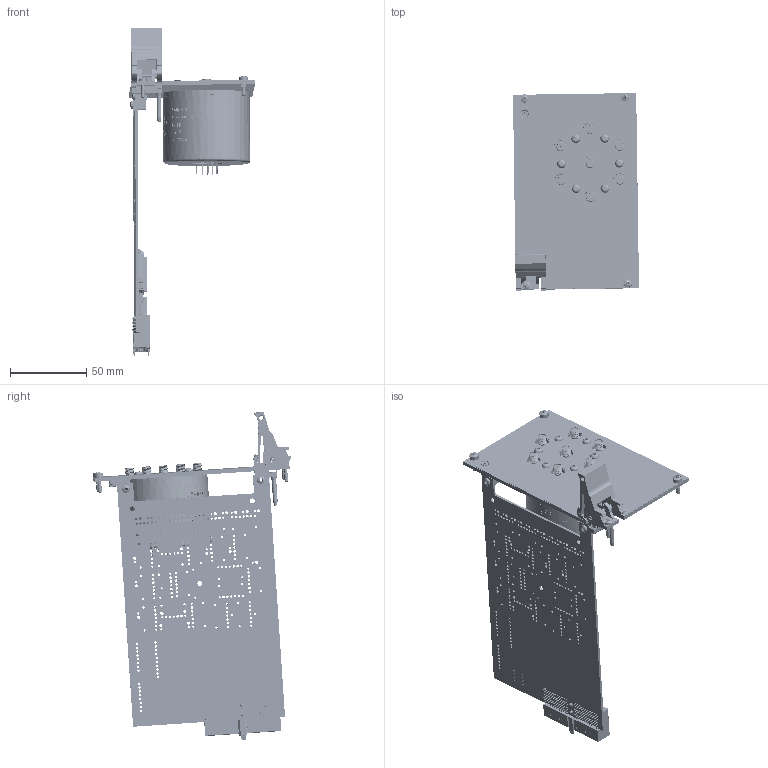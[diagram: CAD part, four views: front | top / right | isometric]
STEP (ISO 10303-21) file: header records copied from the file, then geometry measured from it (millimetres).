
FILE_DESCRIPTION (( 'STEP AP214' ), '1' );
FILE_NAME ('40-785-521 6Ch Mux 20GHz SMA Terminated.STEP', '2013-09-09T13:17:08', ( 'admin' ), ( '' ), 'SwSTEP 2.0', 'SolidWorks 2012', '' );
FILE_SCHEMA (( 'AUTOMOTIVE_DESIGN' ));
Length unit declared in the file: millimetre
Products named in the file (1): 40-785-521 6Ch Mux 20GHz SMA Terminated
Bounding box: 82.86 x 130.51 x 215.38 mm (x, y, z)
Surface area: 98098.3 mm2 (no closed solid volume)
Topology: 0 solids, 372 shells, 3195 faces, 14491 edges, 11382 vertices
Faces by surface type: plane 2108, cylinder 870, cone 162, bspline 32, torus 13, sphere 10
Full cylindrical faces by diameter (mm): 0.5 x12, 0.502 x5, 0.6 x110, 1 x23, 1.2 x3, 1.245 x5, 1.397 x60, 1.422 x27, 1.496 x1, 1.5 x2, 1.524 x66, 1.651 x80, 1.8 x3, 1.967 x2, 2 x12, 2.015 x1, 2.032 x16, 2.05 x1, 2.094 x1, 2.095 x5, 2.179 x1, 2.438 x2, 2.497 x1, 2.5 x5, 2.6 x1, 2.7 x1, 2.8 x1, 3 x3, 3.23 x3, 4.2 x7
Entity records: 189974 total; most frequent: CARTESIAN_POINT 43580, DIRECTION 21852, ORIENTED_EDGE 18352, EDGE_CURVE 13662, VERTEX_POINT 11234, VECTOR 9632, LINE 9632, AXIS2_PLACEMENT_3D 6110
